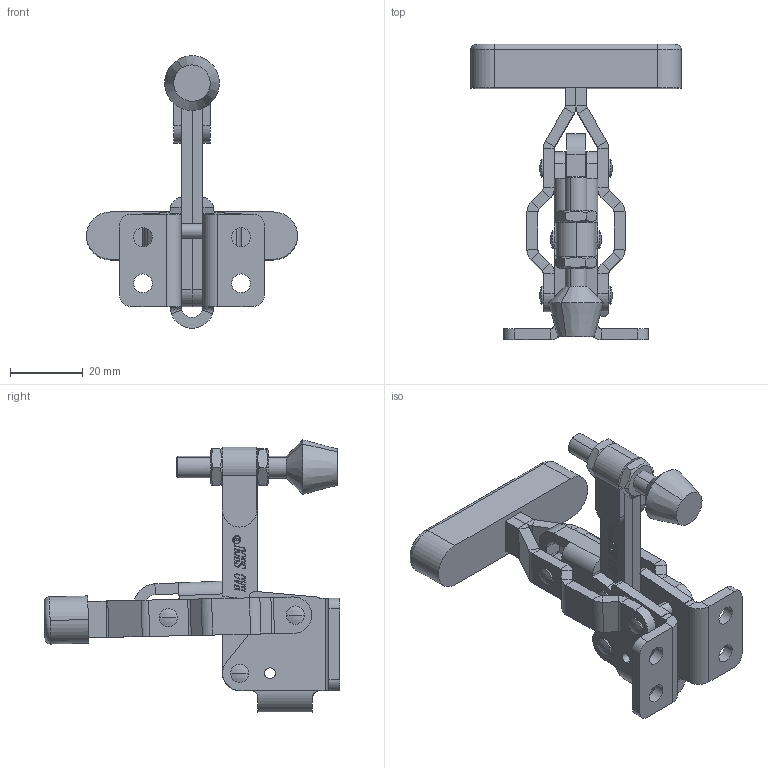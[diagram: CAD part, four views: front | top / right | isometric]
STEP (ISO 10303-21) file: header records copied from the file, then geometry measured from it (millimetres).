
FILE_DESCRIPTION (( 'STEP AP203' ), '1' );
FILE_NAME ('HS-12080.STEP', '2019-09-18T08:25:45', ( '微软用户' ), ( '微软中国' ), 'SwSTEP 2.0', 'SolidWorks 2012', '' );
FILE_SCHEMA (( 'CONFIG_CONTROL_DESIGN' ));
Length unit declared in the file: millimetre
Products named in the file (13): HS-12080; 楊擘菁釱; hex thin nuts-grades ab-chamfered gb_GB_FASTENER_NUT_STNAB M6-N; hexagon head bolts-full thread gb_GB_FASTENER_BOLT_STBAB A M6X40-C; 妗陑揤參; 酗种; 揤輸; 忒梟; 蟀裝; 標參; 筵忒參; 傻种
Assembly tree (16 placements, depth 2):
  HS-12080
    傻种  x2
    筵忒參
    標參
    蟀裝
    妗陑揤參
    忒梟  x2
    揤輸
    酗种  x2
    妗陑揤參
    hexagon head bolts-full thread gb_GB_FASTENER_BOLT_STBAB A M6X40-C
    hex thin nuts-grades ab-chamfered gb_GB_FASTENER_NUT_STNAB M6-N  x2
    楊擘菁釱
Bounding box: 58 x 81.28 x 74.95 mm (x, y, z)
Volume: 28743.7 mm3; surface area: 21996.3 mm2
Topology: 16 solids, 16 shells, 744 faces, 1859 edges, 1184 vertices
Faces by surface type: plane 399, cylinder 155, bspline 143, cone 28, sphere 16, torus 3
Entity records: 28422 total; most frequent: CARTESIAN_POINT 12046, ORIENTED_EDGE 3294, DIRECTION 2658, EDGE_CURVE 1647, VERTEX_POINT 1060, VECTOR 1032, LINE 1032, AXIS2_PLACEMENT_3D 813
